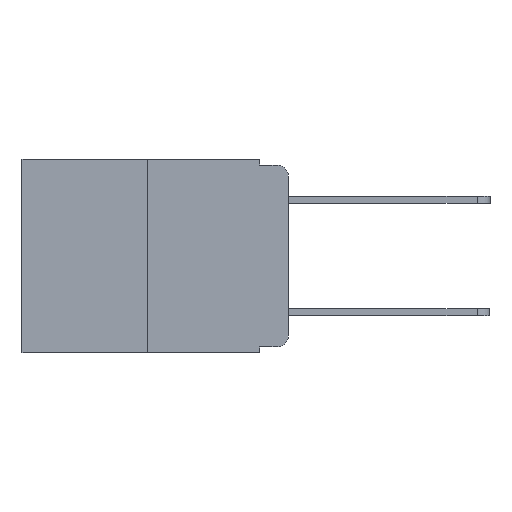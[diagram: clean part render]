
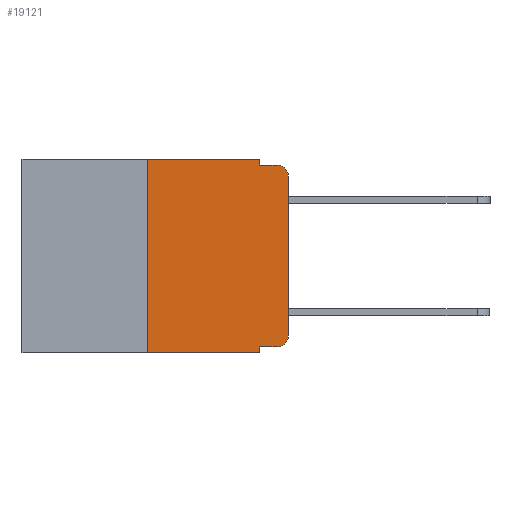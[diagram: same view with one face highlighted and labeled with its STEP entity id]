
A CAD part, left-side view. The second image highlights one B-rep face of the part: STEP entity #19121.
In plain terms, the highlighted planar face has unit normal (-1, 0, 0).
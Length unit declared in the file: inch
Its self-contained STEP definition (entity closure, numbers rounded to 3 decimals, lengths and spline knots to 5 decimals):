
#195 = PLANE ( 'NONE',  #10737 ) ;
#628 = VERTEX_POINT ( 'NONE', #6730 ) ;
#1055 = EDGE_LOOP ( 'NONE', ( #22495, #14343, #16379, #20282, #16461, #18252, #20386, #24273, #13220, #4378 ) ) ;
#1235 = VERTEX_POINT ( 'NONE', #7279 ) ;
#1341 = VERTEX_POINT ( 'NONE', #15564 ) ;
#1391 = EDGE_CURVE ( 'NONE', #6563, #10315, #5600, .T. ) ;
#1624 = CARTESIAN_POINT ( 'NONE',  ( 0., 0.473, -0.343 ) ) ;
#2400 = VECTOR ( 'NONE', #21951, 39.37008 ) ;
#2450 = CARTESIAN_POINT ( 'NONE',  ( 0., 0., -0.313 ) ) ;
#2560 = EDGE_CURVE ( 'NONE', #21724, #628, #16826, .T. ) ;
#2899 = VECTOR ( 'NONE', #5841, 39.37008 ) ;
#4378 = ORIENTED_EDGE ( 'NONE', *, *, #1391, .T. ) ;
#5067 = VERTEX_POINT ( 'NONE', #22875 ) ;
#5600 = CIRCLE ( 'NONE', #11553, 0.02 ) ;
#5640 = EDGE_CURVE ( 'NONE', #14666, #6353, #18086, .T. ) ;
#5681 = CARTESIAN_POINT ( 'NONE',  ( 0., 0.051, -0.333 ) ) ;
#5841 = DIRECTION ( 'NONE',  ( 0., -1., 0. ) ) ;
#5903 = CARTESIAN_POINT ( 'NONE',  ( 0., 0.051, 0. ) ) ;
#6135 = CARTESIAN_POINT ( 'NONE',  ( 0., 0., -0.03 ) ) ;
#6242 = CARTESIAN_POINT ( 'NONE',  ( 0., 0.051, 0. ) ) ;
#6353 = VERTEX_POINT ( 'NONE', #5903 ) ;
#6563 = VERTEX_POINT ( 'NONE', #14099 ) ;
#6730 = CARTESIAN_POINT ( 'NONE',  ( 0., 0.051, -0.343 ) ) ;
#7279 = CARTESIAN_POINT ( 'NONE',  ( 0., 0.02, -0.01 ) ) ;
#7657 = LINE ( 'NONE', #21878, #2400 ) ;
#8696 = CARTESIAN_POINT ( 'NONE',  ( 0., 0.02, -0.313 ) ) ;
#9342 = EDGE_CURVE ( 'NONE', #1341, #1235, #22990, .T. ) ;
#9602 = CARTESIAN_POINT ( 'NONE',  ( 0., 0.02, -0.03 ) ) ;
#9677 = DIRECTION ( 'NONE',  ( 0., 0., -1. ) ) ;
#9681 = CARTESIAN_POINT ( 'NONE',  ( 0., 0.473, 0. ) ) ;
#9824 = LINE ( 'NONE', #1624, #13602 ) ;
#9890 = CIRCLE ( 'NONE', #10484, 0.02 ) ;
#10129 = DIRECTION ( 'NONE',  ( 0., 0., -1. ) ) ;
#10315 = VERTEX_POINT ( 'NONE', #2450 ) ;
#10484 = AXIS2_PLACEMENT_3D ( 'NONE', #9602, #22596, #11484 ) ;
#10631 = CARTESIAN_POINT ( 'NONE',  ( 0., 0.25, 0. ) ) ;
#10679 = DIRECTION ( 'NONE',  ( -1., 0., 0. ) ) ;
#10737 = AXIS2_PLACEMENT_3D ( 'NONE', #17547, #21295, #10129 ) ;
#10944 = VECTOR ( 'NONE', #19906, 39.37008 ) ;
#11313 = EDGE_CURVE ( 'NONE', #5067, #628, #9824, .T. ) ;
#11484 = DIRECTION ( 'NONE',  ( 0., 0., -1. ) ) ;
#11553 = AXIS2_PLACEMENT_3D ( 'NONE', #8696, #10679, #9677 ) ;
#11911 = VECTOR ( 'NONE', #13813, 39.37008 ) ;
#11974 = CARTESIAN_POINT ( 'NONE',  ( 0., 0.051, -0.01 ) ) ;
#12014 = EDGE_CURVE ( 'NONE', #5067, #14666, #23162, .T. ) ;
#12408 = CARTESIAN_POINT ( 'NONE',  ( 0., 0., 0. ) ) ;
#12653 = EDGE_CURVE ( 'NONE', #15628, #1235, #9890, .T. ) ;
#13220 = ORIENTED_EDGE ( 'NONE', *, *, #22555, .T. ) ;
#13284 = VECTOR ( 'NONE', #22723, 39.37008 ) ;
#13602 = VECTOR ( 'NONE', #16986, 39.37008 ) ;
#13813 = DIRECTION ( 'NONE',  ( 0., 0., -1. ) ) ;
#14099 = CARTESIAN_POINT ( 'NONE',  ( 0., 0.02, -0.333 ) ) ;
#14343 = ORIENTED_EDGE ( 'NONE', *, *, #12653, .T. ) ;
#14666 = VERTEX_POINT ( 'NONE', #10631 ) ;
#15242 = EDGE_CURVE ( 'NONE', #6353, #1341, #7657, .T. ) ;
#15564 = CARTESIAN_POINT ( 'NONE',  ( 0., 0.051, -0.01 ) ) ;
#15628 = VERTEX_POINT ( 'NONE', #6135 ) ;
#16379 = ORIENTED_EDGE ( 'NONE', *, *, #9342, .F. ) ;
#16461 = ORIENTED_EDGE ( 'NONE', *, *, #5640, .F. ) ;
#16554 = FACE_OUTER_BOUND ( 'NONE', #1055, .T. ) ;
#16658 = VECTOR ( 'NONE', #18912, 39.37008 ) ;
#16826 = LINE ( 'NONE', #6242, #11911 ) ;
#16986 = DIRECTION ( 'NONE',  ( 0., -1., 0. ) ) ;
#17305 = CARTESIAN_POINT ( 'NONE',  ( 0., 0.051, -0.333 ) ) ;
#17547 = CARTESIAN_POINT ( 'NONE',  ( 0., 0.473, 0. ) ) ;
#18074 = VECTOR ( 'NONE', #19443, 39.37008 ) ;
#18086 = LINE ( 'NONE', #9681, #2899 ) ;
#18252 = ORIENTED_EDGE ( 'NONE', *, *, #12014, .F. ) ;
#18912 = DIRECTION ( 'NONE',  ( 0., -1., 0. ) ) ;
#19121 = ADVANCED_FACE ( 'NONE', ( #16554 ), #195, .F. ) ;
#19443 = DIRECTION ( 'NONE',  ( 0., -1., 0. ) ) ;
#19906 = DIRECTION ( 'NONE',  ( 0., 0., 1. ) ) ;
#20282 = ORIENTED_EDGE ( 'NONE', *, *, #15242, .F. ) ;
#20386 = ORIENTED_EDGE ( 'NONE', *, *, #11313, .T. ) ;
#20907 = EDGE_CURVE ( 'NONE', #10315, #15628, #22006, .T. ) ;
#21047 = LINE ( 'NONE', #5681, #16658 ) ;
#21295 = DIRECTION ( 'NONE',  ( 1., 0., 0. ) ) ;
#21724 = VERTEX_POINT ( 'NONE', #17305 ) ;
#21878 = CARTESIAN_POINT ( 'NONE',  ( 0., 0.051, 0. ) ) ;
#21951 = DIRECTION ( 'NONE',  ( 0., 0., -1. ) ) ;
#22006 = LINE ( 'NONE', #12408, #10944 ) ;
#22495 = ORIENTED_EDGE ( 'NONE', *, *, #20907, .T. ) ;
#22555 = EDGE_CURVE ( 'NONE', #21724, #6563, #21047, .T. ) ;
#22596 = DIRECTION ( 'NONE',  ( -1., 0., 0. ) ) ;
#22723 = DIRECTION ( 'NONE',  ( 0., 0., 1. ) ) ;
#22875 = CARTESIAN_POINT ( 'NONE',  ( 0., 0.25, -0.343 ) ) ;
#22990 = LINE ( 'NONE', #11974, #18074 ) ;
#23162 = LINE ( 'NONE', #24545, #13284 ) ;
#24273 = ORIENTED_EDGE ( 'NONE', *, *, #2560, .F. ) ;
#24545 = CARTESIAN_POINT ( 'NONE',  ( 0., 0.25, 0. ) ) ;
